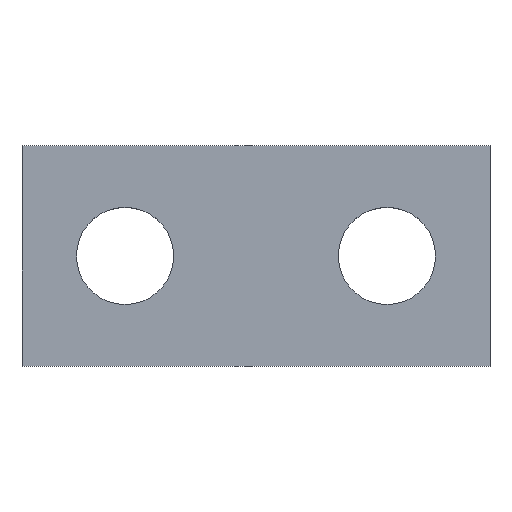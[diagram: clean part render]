
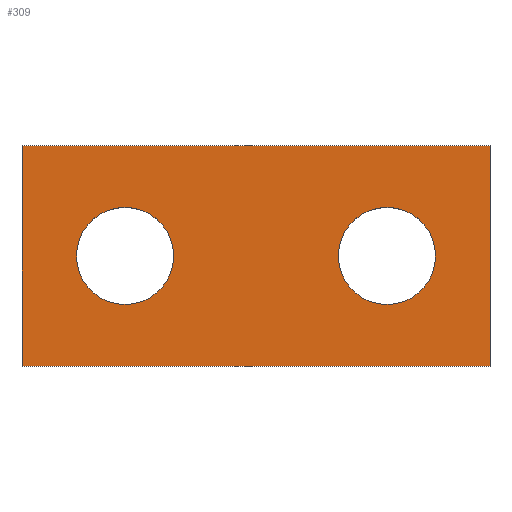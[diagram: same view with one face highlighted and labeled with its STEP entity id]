
A CAD part, top view. The second image highlights one B-rep face of the part: STEP entity #309.
In plain terms, the highlighted planar face has unit normal (0, 0, 1).
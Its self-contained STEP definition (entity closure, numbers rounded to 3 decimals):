
#163=AXIS2_PLACEMENT_3D('Circle Axis2P3D',#161,#162,$) ;
#198=AXIS2_PLACEMENT_3D('Circle Axis2P3D',#196,#197,$) ;
#220=AXIS2_PLACEMENT_3D('Circle Axis2P3D',#218,#219,$) ;
#255=AXIS2_PLACEMENT_3D('Circle Axis2P3D',#253,#254,$) ;
#293=AXIS2_PLACEMENT_3D('Plane Axis2P3D',#290,#291,#292) ;
#43=CARTESIAN_POINT('Vertex',(0.,15.,4.)) ;
#57=CARTESIAN_POINT('Vertex',(0.,0.,4.)) ;
#60=CARTESIAN_POINT('Line Origine',(0.,7.5,4.)) ;
#88=CARTESIAN_POINT('Vertex',(31.8,0.,4.)) ;
#91=CARTESIAN_POINT('Line Origine',(15.9,0.,4.)) ;
#119=CARTESIAN_POINT('Vertex',(31.8,15.,4.)) ;
#122=CARTESIAN_POINT('Line Origine',(31.8,7.5,4.)) ;
#144=CARTESIAN_POINT('Line Origine',(15.9,15.,4.)) ;
#161=CARTESIAN_POINT('Axis2P3D Location',(24.8,7.5,4.)) ;
#165=CARTESIAN_POINT('Vertex',(21.5,7.5,4.)) ;
#167=CARTESIAN_POINT('Vertex',(28.1,7.5,4.)) ;
#196=CARTESIAN_POINT('Axis2P3D Location',(24.8,7.5,4.)) ;
#218=CARTESIAN_POINT('Axis2P3D Location',(7.,7.5,4.)) ;
#222=CARTESIAN_POINT('Vertex',(3.7,7.5,4.)) ;
#224=CARTESIAN_POINT('Vertex',(10.3,7.5,4.)) ;
#253=CARTESIAN_POINT('Axis2P3D Location',(7.,7.5,4.)) ;
#290=CARTESIAN_POINT('Axis2P3D Location',(15.9,7.5,4.)) ;
#61=DIRECTION('Vector Direction',(0.,-1.,0.)) ;
#92=DIRECTION('Vector Direction',(-1.,0.,0.)) ;
#123=DIRECTION('Vector Direction',(0.,1.,0.)) ;
#145=DIRECTION('Vector Direction',(1.,0.,0.)) ;
#162=DIRECTION('Axis2P3D Direction',(0.,0.,1.)) ;
#197=DIRECTION('Axis2P3D Direction',(0.,0.,1.)) ;
#219=DIRECTION('Axis2P3D Direction',(0.,0.,1.)) ;
#254=DIRECTION('Axis2P3D Direction',(0.,0.,1.)) ;
#291=DIRECTION('Axis2P3D Direction',(0.,0.,1.)) ;
#292=DIRECTION('Axis2P3D XDirection',(1.,0.,0.)) ;
#62=VECTOR('Line Direction',#61,1.) ;
#93=VECTOR('Line Direction',#92,1.) ;
#124=VECTOR('Line Direction',#123,1.) ;
#146=VECTOR('Line Direction',#145,1.) ;
#296=ORIENTED_EDGE('',*,*,#64,.T.) ;
#297=ORIENTED_EDGE('',*,*,#95,.T.) ;
#298=ORIENTED_EDGE('',*,*,#126,.T.) ;
#299=ORIENTED_EDGE('',*,*,#148,.T.) ;
#302=ORIENTED_EDGE('',*,*,#169,.F.) ;
#303=ORIENTED_EDGE('',*,*,#200,.F.) ;
#306=ORIENTED_EDGE('',*,*,#226,.F.) ;
#307=ORIENTED_EDGE('',*,*,#257,.F.) ;
#304=FACE_BOUND('',#301,.T.) ;
#308=FACE_BOUND('',#305,.T.) ;
#309=ADVANCED_FACE('WQL 2 WF6',(#300,#304,#308),#294,.T.) ;
#164=CIRCLE('generated circle',#163,3.3) ;
#199=CIRCLE('generated circle',#198,3.3) ;
#221=CIRCLE('generated circle',#220,3.3) ;
#256=CIRCLE('generated circle',#255,3.3) ;
#64=EDGE_CURVE('',#44,#58,#63,.T.) ;
#95=EDGE_CURVE('',#58,#89,#94,.F.) ;
#126=EDGE_CURVE('',#89,#120,#125,.T.) ;
#148=EDGE_CURVE('',#120,#44,#147,.F.) ;
#169=EDGE_CURVE('',#166,#168,#164,.T.) ;
#200=EDGE_CURVE('',#168,#166,#199,.T.) ;
#226=EDGE_CURVE('',#223,#225,#221,.T.) ;
#257=EDGE_CURVE('',#225,#223,#256,.T.) ;
#295=EDGE_LOOP('',(#296,#297,#298,#299)) ;
#301=EDGE_LOOP('',(#302,#303)) ;
#305=EDGE_LOOP('',(#306,#307)) ;
#300=FACE_OUTER_BOUND('',#295,.T.) ;
#63=LINE('Line',#60,#62) ;
#94=LINE('Line',#91,#93) ;
#125=LINE('Line',#122,#124) ;
#147=LINE('Line',#144,#146) ;
#294=PLANE('',#293) ;
#44=VERTEX_POINT('',#43) ;
#58=VERTEX_POINT('',#57) ;
#89=VERTEX_POINT('',#88) ;
#120=VERTEX_POINT('',#119) ;
#166=VERTEX_POINT('',#165) ;
#168=VERTEX_POINT('',#167) ;
#223=VERTEX_POINT('',#222) ;
#225=VERTEX_POINT('',#224) ;
